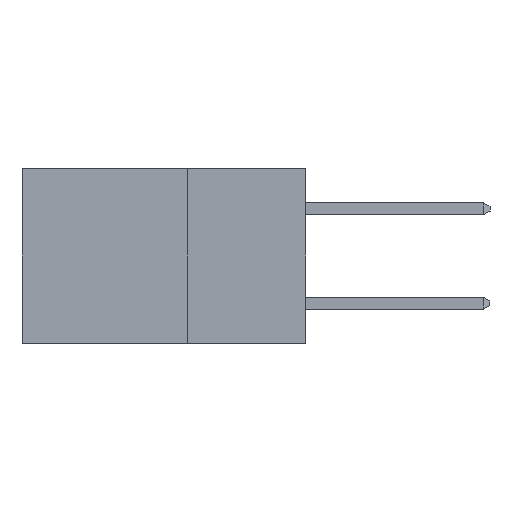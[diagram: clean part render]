
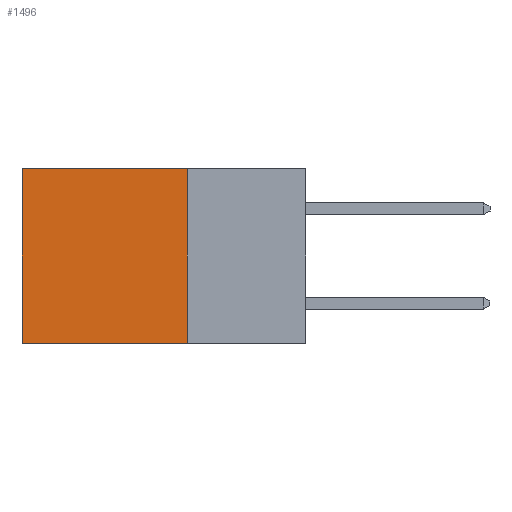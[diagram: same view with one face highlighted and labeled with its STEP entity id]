
A CAD part, left-side view. The second image highlights one B-rep face of the part: STEP entity #1496.
In plain terms, the highlighted planar face has unit normal (-1, 0, 0).
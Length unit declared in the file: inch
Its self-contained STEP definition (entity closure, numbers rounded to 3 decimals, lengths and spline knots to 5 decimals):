
#297 = CARTESIAN_POINT ( 'NONE',  ( 0.298, 0.6, 0. ) ) ;
#424 = VECTOR ( 'NONE', #13660, 39.37008 ) ;
#663 = ORIENTED_EDGE ( 'NONE', *, *, #17915, .F. ) ;
#666 = EDGE_CURVE ( 'NONE', #5594, #6096, #12945, .T. ) ;
#752 = LINE ( 'NONE', #10523, #9472 ) ;
#1066 = CARTESIAN_POINT ( 'NONE',  ( 0.298, 0.25, -0.37 ) ) ;
#1168 = PLANE ( 'NONE',  #7876 ) ;
#1496 = ADVANCED_FACE ( 'NONE', ( #17962 ), #1168, .F. ) ;
#1508 = VERTEX_POINT ( 'NONE', #16204 ) ;
#4115 = DIRECTION ( 'NONE',  ( 1., 0., 0. ) ) ;
#4260 = VERTEX_POINT ( 'NONE', #1066 ) ;
#5398 = CARTESIAN_POINT ( 'NONE',  ( 0.298, 0.25, 0. ) ) ;
#5594 = VERTEX_POINT ( 'NONE', #13153 ) ;
#6096 = VERTEX_POINT ( 'NONE', #16935 ) ;
#7046 = DIRECTION ( 'NONE',  ( 0., 0., -1. ) ) ;
#7876 = AXIS2_PLACEMENT_3D ( 'NONE', #5398, #4115, #9193 ) ;
#8867 = ORIENTED_EDGE ( 'NONE', *, *, #666, .T. ) ;
#9075 = DIRECTION ( 'NONE',  ( 0., 1., 0. ) ) ;
#9130 = ORIENTED_EDGE ( 'NONE', *, *, #13521, .F. ) ;
#9193 = DIRECTION ( 'NONE',  ( 0., 0., -1. ) ) ;
#9472 = VECTOR ( 'NONE', #9075, 39.37008 ) ;
#9512 = DIRECTION ( 'NONE',  ( 0., 1., 0. ) ) ;
#10523 = CARTESIAN_POINT ( 'NONE',  ( 0.298, 0.25, -0.37 ) ) ;
#11639 = CARTESIAN_POINT ( 'NONE',  ( 0.298, 0.25, 0. ) ) ;
#12945 = LINE ( 'NONE', #11639, #16869 ) ;
#13153 = CARTESIAN_POINT ( 'NONE',  ( 0.298, 0.25, 0. ) ) ;
#13432 = LINE ( 'NONE', #17358, #16867 ) ;
#13521 = EDGE_CURVE ( 'NONE', #5594, #4260, #13432, .T. ) ;
#13660 = DIRECTION ( 'NONE',  ( 0., 0., -1. ) ) ;
#13792 = EDGE_CURVE ( 'NONE', #6096, #1508, #17086, .T. ) ;
#14587 = EDGE_LOOP ( 'NONE', ( #16497, #663, #9130, #8867 ) ) ;
#16204 = CARTESIAN_POINT ( 'NONE',  ( 0.298, 0.6, -0.37 ) ) ;
#16497 = ORIENTED_EDGE ( 'NONE', *, *, #13792, .T. ) ;
#16867 = VECTOR ( 'NONE', #7046, 39.37008 ) ;
#16869 = VECTOR ( 'NONE', #9512, 39.37008 ) ;
#16935 = CARTESIAN_POINT ( 'NONE',  ( 0.298, 0.6, 0. ) ) ;
#17086 = LINE ( 'NONE', #297, #424 ) ;
#17358 = CARTESIAN_POINT ( 'NONE',  ( 0.298, 0.25, 0. ) ) ;
#17915 = EDGE_CURVE ( 'NONE', #4260, #1508, #752, .T. ) ;
#17962 = FACE_OUTER_BOUND ( 'NONE', #14587, .T. ) ;
